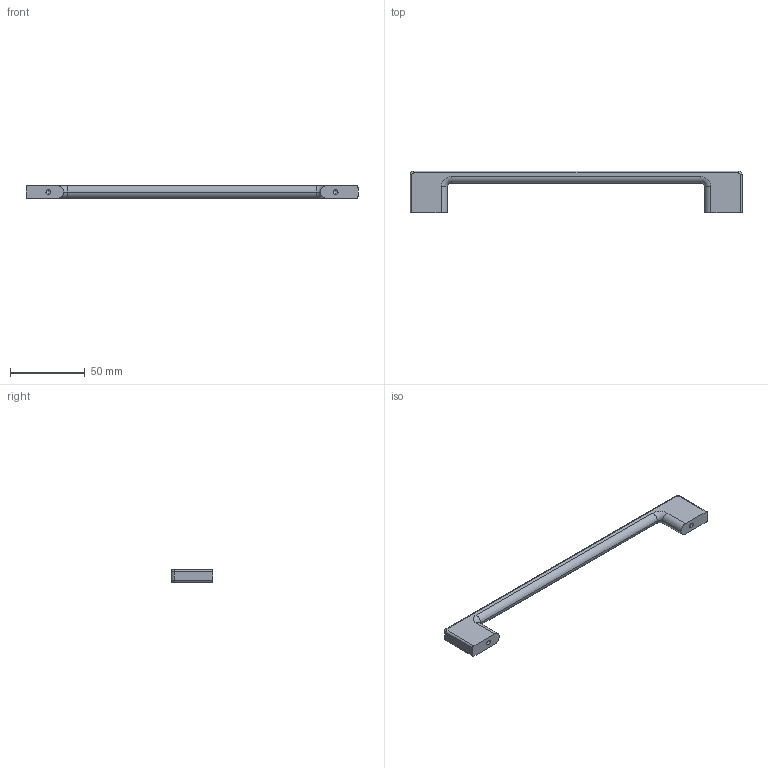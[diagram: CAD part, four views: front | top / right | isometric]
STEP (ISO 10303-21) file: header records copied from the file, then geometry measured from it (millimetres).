
FILE_DESCRIPTION (( 'STEP AP214' ), '1' );
FILE_NAME ('F001229,F001235,F001241,F001247,F001253_3D.step', '2022-06-10T07:04:06', ( '' ), ( '' ), 'SwSTEP 2.0', 'SolidWorks 2020', '' );
FILE_SCHEMA (( 'AUTOMOTIVE_DESIGN' ));
Length unit declared in the file: millimetre
Products named in the file (1): F001229,F001235,F001241,F001247,F001253_3D
Bounding box: 222 x 28 x 8.5 mm (x, y, z)
Volume: 21499.3 mm3; surface area: 9348.3 mm2
Topology: 1 solids, 1 shells, 37 faces, 89 edges, 52 vertices
Faces by surface type: cylinder 18, torus 8, plane 7, cone 4
Entity records: 1131 total; most frequent: DIRECTION 207, CARTESIAN_POINT 175, ORIENTED_EDGE 170, EDGE_CURVE 85, AXIS2_PLACEMENT_3D 84, VERTEX_POINT 52, CIRCLE 46, VECTOR 39
